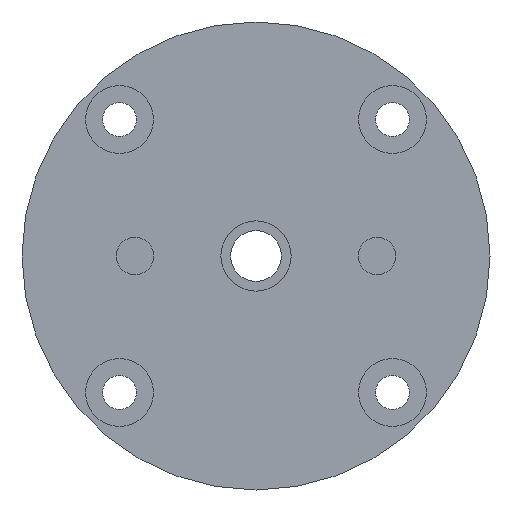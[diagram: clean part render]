
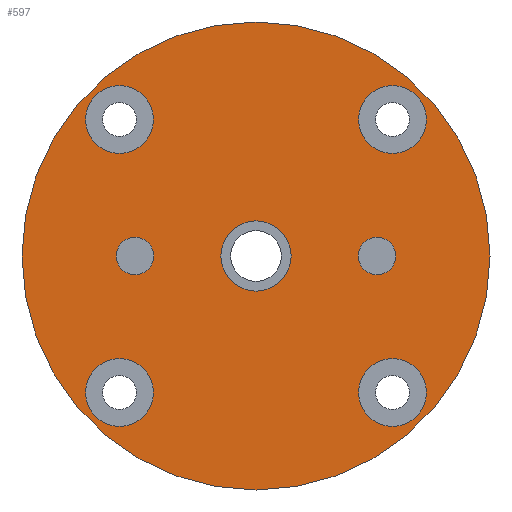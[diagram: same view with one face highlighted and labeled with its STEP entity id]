
A CAD part, left-side view. The second image highlights one B-rep face of the part: STEP entity #597.
In plain terms, the highlighted planar face has unit normal (-1, 0, 0).
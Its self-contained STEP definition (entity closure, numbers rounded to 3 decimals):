
#15=FACE_BOUND('',#122,.T.);
#16=FACE_BOUND('',#123,.T.);
#17=FACE_BOUND('',#124,.T.);
#18=FACE_BOUND('',#125,.T.);
#19=FACE_BOUND('',#126,.T.);
#20=FACE_BOUND('',#127,.T.);
#21=FACE_BOUND('',#128,.T.);
#43=PLANE('',#677);
#79=FACE_OUTER_BOUND('',#121,.T.);
#121=EDGE_LOOP('',(#485));
#122=EDGE_LOOP('',(#486));
#123=EDGE_LOOP('',(#487));
#124=EDGE_LOOP('',(#488));
#125=EDGE_LOOP('',(#489));
#126=EDGE_LOOP('',(#490));
#127=EDGE_LOOP('',(#491));
#128=EDGE_LOOP('',(#492));
#229=CIRCLE('',#632,5.8);
#233=CIRCLE('',#639,5.8);
#240=CIRCLE('',#652,3.2);
#241=CIRCLE('',#655,5.8);
#245=CIRCLE('',#662,5.8);
#252=CIRCLE('',#675,3.2);
#253=CIRCLE('',#678,40.);
#254=CIRCLE('',#679,6.);
#273=VERTEX_POINT('',#927);
#277=VERTEX_POINT('',#941);
#286=VERTEX_POINT('',#971);
#287=VERTEX_POINT('',#976);
#291=VERTEX_POINT('',#990);
#300=VERTEX_POINT('',#1020);
#301=VERTEX_POINT('',#1025);
#302=VERTEX_POINT('',#1027);
#321=EDGE_CURVE('',#273,#273,#229,.T.);
#328=EDGE_CURVE('',#277,#277,#233,.T.);
#344=EDGE_CURVE('',#286,#286,#240,.T.);
#345=EDGE_CURVE('',#287,#287,#241,.T.);
#352=EDGE_CURVE('',#291,#291,#245,.T.);
#368=EDGE_CURVE('',#300,#300,#252,.T.);
#369=EDGE_CURVE('',#301,#301,#253,.T.);
#370=EDGE_CURVE('',#302,#302,#254,.T.);
#485=ORIENTED_EDGE('',*,*,#369,.T.);
#486=ORIENTED_EDGE('',*,*,#370,.T.);
#487=ORIENTED_EDGE('',*,*,#344,.F.);
#488=ORIENTED_EDGE('',*,*,#328,.F.);
#489=ORIENTED_EDGE('',*,*,#321,.T.);
#490=ORIENTED_EDGE('',*,*,#345,.F.);
#491=ORIENTED_EDGE('',*,*,#352,.T.);
#492=ORIENTED_EDGE('',*,*,#368,.T.);
#597=ADVANCED_FACE('',(#79,#15,#16,#17,#18,#19,#20,#21),#43,.T.);
#632=AXIS2_PLACEMENT_3D('',#928,#721,#722);
#639=AXIS2_PLACEMENT_3D('',#942,#738,#739);
#652=AXIS2_PLACEMENT_3D('',#973,#773,#774);
#655=AXIS2_PLACEMENT_3D('',#977,#779,#780);
#662=AXIS2_PLACEMENT_3D('',#991,#796,#797);
#675=AXIS2_PLACEMENT_3D('',#1022,#831,#832);
#677=AXIS2_PLACEMENT_3D('',#1024,#835,#836);
#678=AXIS2_PLACEMENT_3D('',#1026,#837,#838);
#679=AXIS2_PLACEMENT_3D('',#1028,#839,#840);
#721=DIRECTION('center_axis',(1.,0.,0.));
#722=DIRECTION('ref_axis',(0.,-0.707,-0.707));
#738=DIRECTION('center_axis',(-1.,0.,0.));
#739=DIRECTION('ref_axis',(0.,-0.707,0.707));
#773=DIRECTION('center_axis',(-1.,0.,0.));
#774=DIRECTION('ref_axis',(0.,0.,1.));
#779=DIRECTION('center_axis',(-1.,0.,0.));
#780=DIRECTION('ref_axis',(0.,0.707,-0.707));
#796=DIRECTION('center_axis',(1.,0.,0.));
#797=DIRECTION('ref_axis',(0.,0.707,0.707));
#831=DIRECTION('center_axis',(1.,0.,0.));
#832=DIRECTION('ref_axis',(0.,0.,1.));
#835=DIRECTION('center_axis',(-1.,0.,0.));
#836=DIRECTION('ref_axis',(0.,0.,1.));
#837=DIRECTION('center_axis',(-1.,0.,0.));
#838=DIRECTION('ref_axis',(0.,0.,1.));
#839=DIRECTION('center_axis',(1.,0.,0.));
#840=DIRECTION('ref_axis',(0.,0.,1.));
#927=CARTESIAN_POINT('',(0.,-19.233,-19.233));
#928=CARTESIAN_POINT('Origin',(0.,-23.335,-23.335));
#941=CARTESIAN_POINT('',(0.,-19.233,19.233));
#942=CARTESIAN_POINT('Origin',(0.,-23.335,23.335));
#971=CARTESIAN_POINT('',(0.,-20.7,-3.2));
#973=CARTESIAN_POINT('Origin',(0.,-20.7,0.));
#976=CARTESIAN_POINT('',(0.,19.233,-19.233));
#977=CARTESIAN_POINT('Origin',(0.,23.335,-23.335));
#990=CARTESIAN_POINT('',(0.,19.233,19.233));
#991=CARTESIAN_POINT('Origin',(0.,23.335,23.335));
#1020=CARTESIAN_POINT('',(0.,20.7,-3.2));
#1022=CARTESIAN_POINT('Origin',(0.,20.7,0.));
#1024=CARTESIAN_POINT('Origin',(0.,0.,6.));
#1025=CARTESIAN_POINT('',(0.,0.,-40.));
#1026=CARTESIAN_POINT('Origin',(0.,0.,0.));
#1027=CARTESIAN_POINT('',(0.,0.,-6.));
#1028=CARTESIAN_POINT('Origin',(0.,0.,0.));
